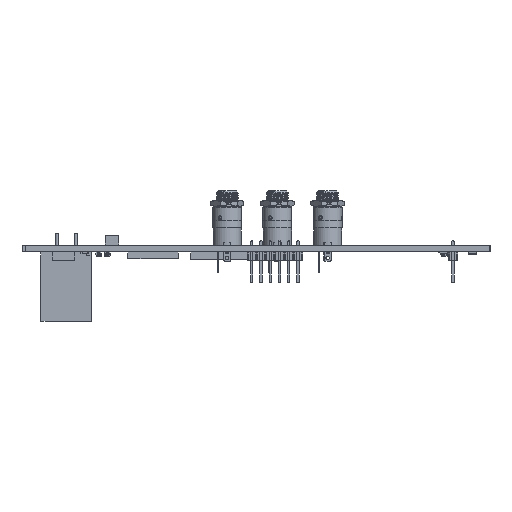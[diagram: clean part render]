
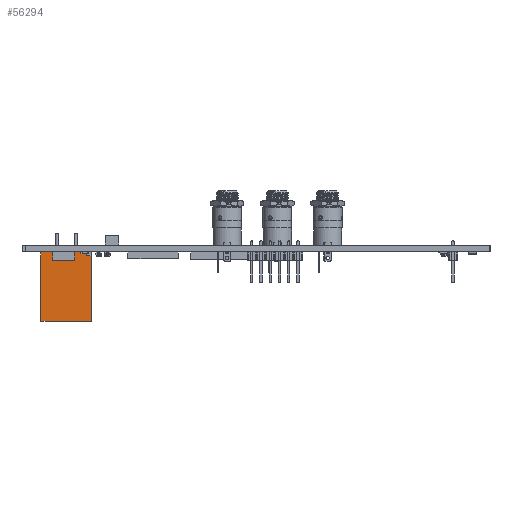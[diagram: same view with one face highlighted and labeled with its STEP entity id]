
A CAD part, left-side view. The second image highlights one B-rep face of the part: STEP entity #56294.
In plain terms, the highlighted face is planar.
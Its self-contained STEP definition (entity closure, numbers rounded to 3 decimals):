
#56294 = ADVANCED_FACE('',(#56295),#56329,.T.);
#56295 = FACE_BOUND('',#56296,.T.);
#56296 = EDGE_LOOP('',(#56297,#56307,#56315,#56323));
#56297 = ORIENTED_EDGE('',*,*,#56298,.T.);
#56298 = EDGE_CURVE('',#56299,#56301,#56303,.T.);
#56299 = VERTEX_POINT('',#56300);
#56300 = CARTESIAN_POINT('',(-7.,1.5,0.));
#56301 = VERTEX_POINT('',#56302);
#56302 = CARTESIAN_POINT('',(-7.,1.5,19.));
#56303 = LINE('',#56304,#56305);
#56304 = CARTESIAN_POINT('',(-7.,1.5,0.));
#56305 = VECTOR('',#56306,1.);
#56306 = DIRECTION('',(0.,0.,1.));
#56307 = ORIENTED_EDGE('',*,*,#56308,.T.);
#56308 = EDGE_CURVE('',#56301,#56309,#56311,.T.);
#56309 = VERTEX_POINT('',#56310);
#56310 = CARTESIAN_POINT('',(7.,1.5,19.));
#56311 = LINE('',#56312,#56313);
#56312 = CARTESIAN_POINT('',(-7.,1.5,19.));
#56313 = VECTOR('',#56314,1.);
#56314 = DIRECTION('',(1.,0.,0.));
#56315 = ORIENTED_EDGE('',*,*,#56316,.F.);
#56316 = EDGE_CURVE('',#56317,#56309,#56319,.T.);
#56317 = VERTEX_POINT('',#56318);
#56318 = CARTESIAN_POINT('',(7.,1.5,0.));
#56319 = LINE('',#56320,#56321);
#56320 = CARTESIAN_POINT('',(7.,1.5,0.));
#56321 = VECTOR('',#56322,1.);
#56322 = DIRECTION('',(0.,0.,1.));
#56323 = ORIENTED_EDGE('',*,*,#56324,.F.);
#56324 = EDGE_CURVE('',#56299,#56317,#56325,.T.);
#56325 = LINE('',#56326,#56327);
#56326 = CARTESIAN_POINT('',(-7.,1.5,0.));
#56327 = VECTOR('',#56328,1.);
#56328 = DIRECTION('',(1.,0.,0.));
#56329 = PLANE('',#56330);
#56330 = AXIS2_PLACEMENT_3D('',#56331,#56332,#56333);
#56331 = CARTESIAN_POINT('',(-7.,1.5,0.));
#56332 = DIRECTION('',(0.,1.,0.));
#56333 = DIRECTION('',(1.,0.,0.));
